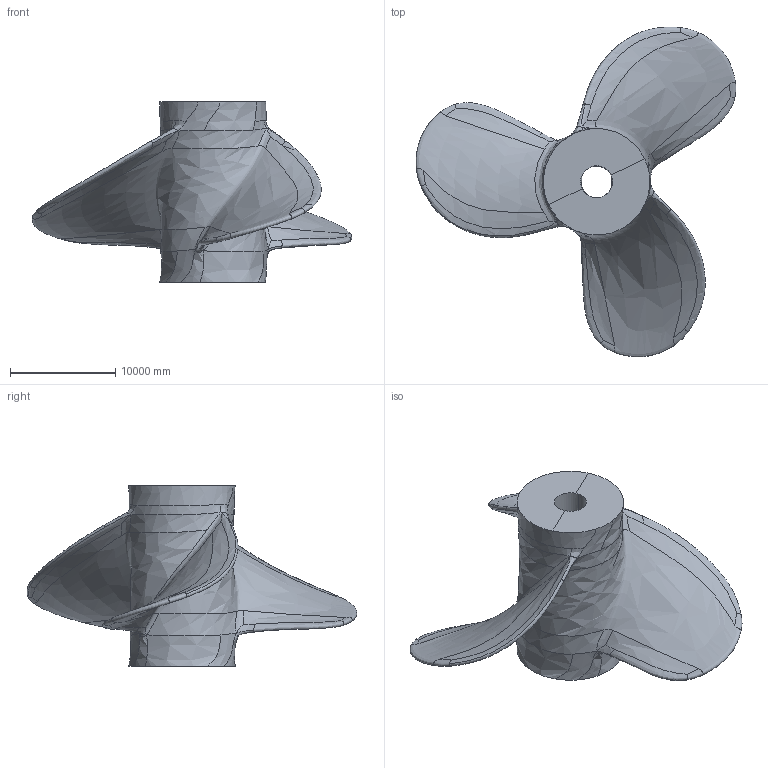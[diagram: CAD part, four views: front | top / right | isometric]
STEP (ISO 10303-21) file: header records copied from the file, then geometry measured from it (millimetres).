
FILE_DESCRIPTION(('FreeCAD Model'),'2;1');
FILE_NAME('Open CASCADE Shape Model','2025-05-03T09:45:20',('FreeCAD'),( 'FreeCAD'),'Open CASCADE STEP processor 7.6','FreeCAD','Unknown');
FILE_SCHEMA(('AUTOMOTIVE_DESIGN { 1 0 10303 214 1 1 1 1 }'));
Length unit declared in the file: millimetre
Products named in the file (1): Open CASCADE STEP translator 7.6 1
Bounding box: 30424.42 x 31376.37 x 17170.85 mm (x, y, z)
Volume: 1443937268573.7 mm3; surface area: 1816121116.4 mm2
Topology: 1 solids, 1 shells, 84 faces, 219 edges, 132 vertices
Faces by surface type: bspline 84
Entity records: 13133 total; most frequent: CARTESIAN_POINT 11784, ORIENTED_EDGE 432, EDGE_CURVE 216, B_SPLINE_CURVE_WITH_KNOTS 216, VERTEX_POINT 132, ADVANCED_FACE 84, FACE_BOUND 84, EDGE_LOOP 84
